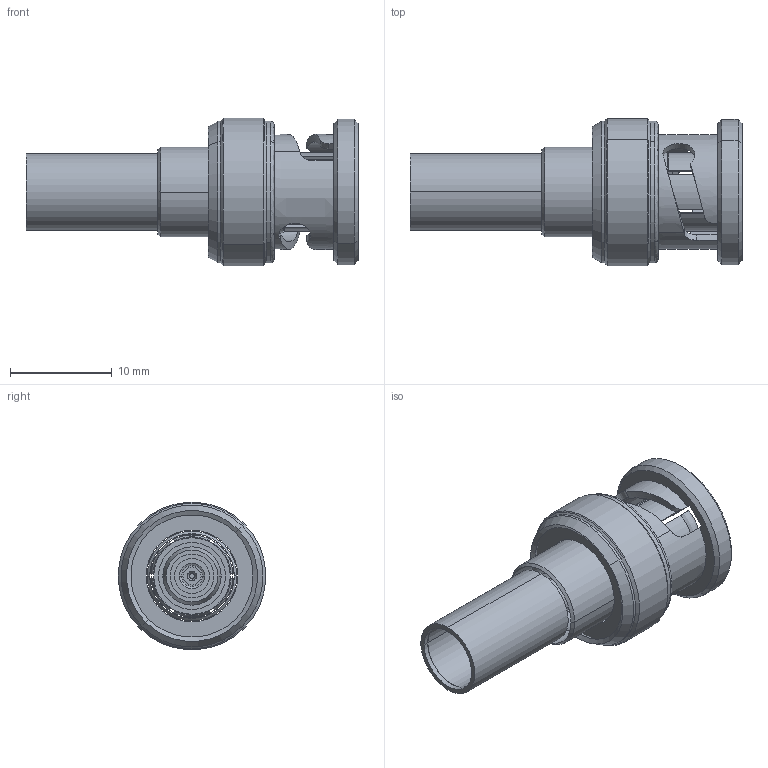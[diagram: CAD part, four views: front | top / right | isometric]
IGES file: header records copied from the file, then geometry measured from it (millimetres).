
Start section:  PTC IGES file: 031-70008-1000.igs
Global section: file name: 031-70008-1000.igs; native system: Pro/ENGINEER by Parametric Technology Corporation; preprocessor: 2010280; author: rajavijayans; organization: Unknown; date: 20120625.132729; units: millimetre
Bounding box: 32.6 x 14.45 x 14.45 mm (x, y, z)
Surface area: 2723.8 mm2 (no closed solid volume)
Topology: 0 solids, 0 shells, 114 faces, 586 edges, 586 vertices
Faces by surface type: revolution 76, bspline 38
